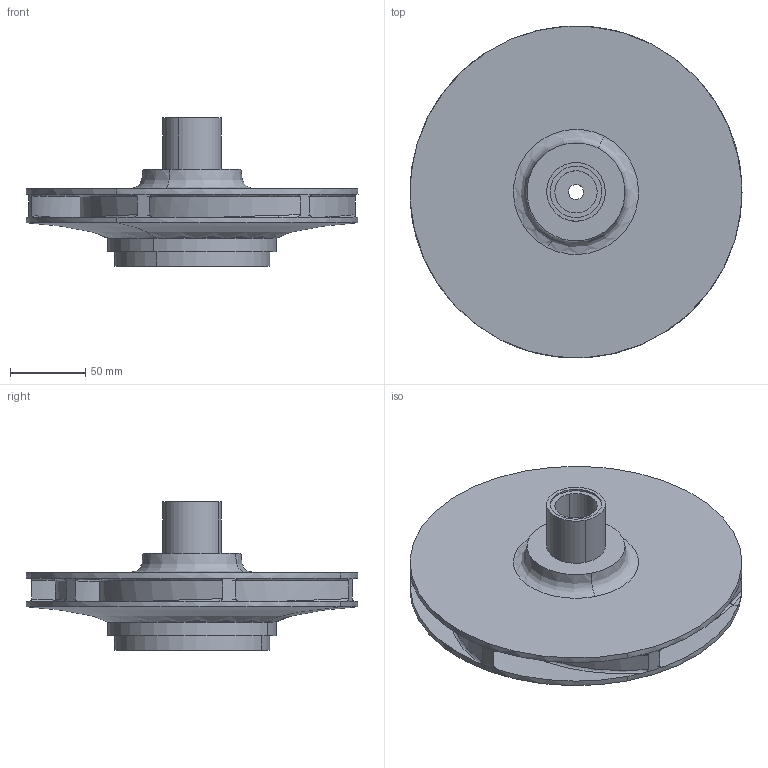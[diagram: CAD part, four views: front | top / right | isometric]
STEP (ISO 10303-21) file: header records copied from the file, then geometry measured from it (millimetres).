
FILE_DESCRIPTION(('Open CASCADE Model'),'2;1');
FILE_NAME('Open CASCADE Shape Model','2022-03-17T14:17:18',('Author'),( 'Open CASCADE'),'Open CASCADE STEP processor 7.4','Open CASCADE 7.4' ,'Unknown');
FILE_SCHEMA(('AUTOMOTIVE_DESIGN { 1 0 10303 214 1 1 1 1 }'));
Products named in the file (1): Imports.CP nq20 (trimable)2.stp.Solid
Bounding box: 220 x 219.67 x 98.31 mm (x, y, z)
Volume: 475744.1 mm3; surface area: 202651.5 mm2
Topology: 1 solids, 1 shells, 122 faces, 318 edges, 184 vertices
Faces by surface type: bspline 66, cylinder 26, revolution 22, plane 8
Entity records: 49015 total; most frequent: CARTESIAN_POINT 46800, ORIENTED_EDGE 620, EDGE_CURVE 310, DIRECTION 254, VERTEX_POINT 184, B_SPLINE_CURVE_WITH_KNOTS 148, FACE_BOUND 130, EDGE_LOOP 130
